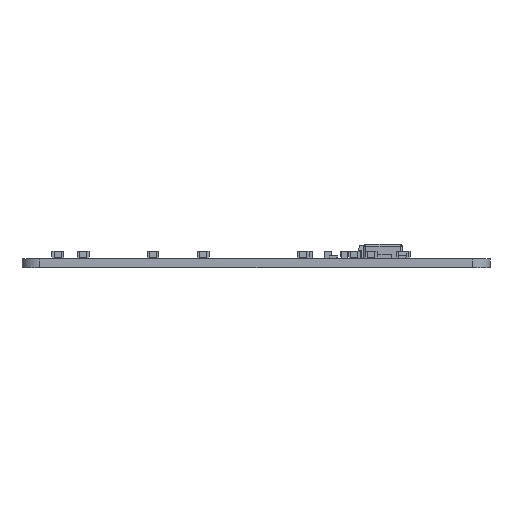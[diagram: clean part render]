
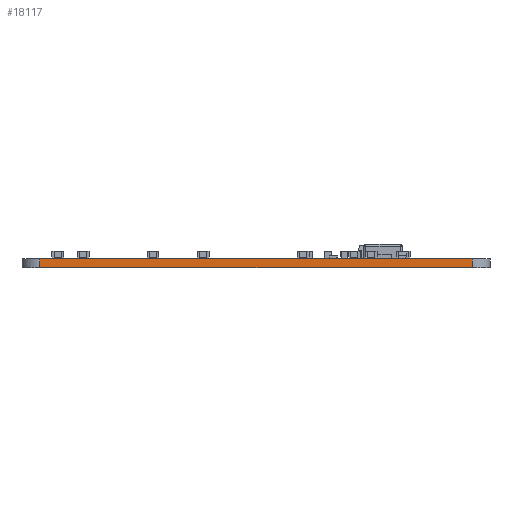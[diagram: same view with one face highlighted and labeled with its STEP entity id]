
A CAD part, left-side view. The second image highlights one B-rep face of the part: STEP entity #18117.
In plain terms, the highlighted planar face has unit normal (-1, 0, 0).
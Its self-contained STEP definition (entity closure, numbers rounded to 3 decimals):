
#14246 = VERTEX_POINT('',#14247);
#14247 = CARTESIAN_POINT('',(68.58,-48.72,0.));
#14254 = EDGE_CURVE('',#14255,#14246,#14257,.T.);
#14255 = VERTEX_POINT('',#14256);
#14256 = CARTESIAN_POINT('',(68.58,-122.72,0.));
#14257 = LINE('',#14258,#14259);
#14258 = CARTESIAN_POINT('',(68.58,-122.72,0.));
#14259 = VECTOR('',#14260,1.);
#14260 = DIRECTION('',(0.,1.,0.));
#16168 = VERTEX_POINT('',#16169);
#16169 = CARTESIAN_POINT('',(68.58,-48.72,1.51));
#16176 = EDGE_CURVE('',#16177,#16168,#16179,.T.);
#16177 = VERTEX_POINT('',#16178);
#16178 = CARTESIAN_POINT('',(68.58,-122.72,1.51));
#16179 = LINE('',#16180,#16181);
#16180 = CARTESIAN_POINT('',(68.58,-122.72,1.51));
#16181 = VECTOR('',#16182,1.);
#16182 = DIRECTION('',(0.,1.,0.));
#18087 = EDGE_CURVE('',#14246,#16168,#18088,.T.);
#18088 = LINE('',#18089,#18090);
#18089 = CARTESIAN_POINT('',(68.58,-48.72,0.));
#18090 = VECTOR('',#18091,1.);
#18091 = DIRECTION('',(0.,0.,1.));
#18117 = ADVANCED_FACE('',(#18118),#18129,.T.);
#18118 = FACE_BOUND('',#18119,.T.);
#18119 = EDGE_LOOP('',(#18120,#18126,#18127,#18128));
#18120 = ORIENTED_EDGE('',*,*,#18121,.T.);
#18121 = EDGE_CURVE('',#14255,#16177,#18122,.T.);
#18122 = LINE('',#18123,#18124);
#18123 = CARTESIAN_POINT('',(68.58,-122.72,0.));
#18124 = VECTOR('',#18125,1.);
#18125 = DIRECTION('',(0.,0.,1.));
#18126 = ORIENTED_EDGE('',*,*,#16176,.T.);
#18127 = ORIENTED_EDGE('',*,*,#18087,.F.);
#18128 = ORIENTED_EDGE('',*,*,#14254,.F.);
#18129 = PLANE('',#18130);
#18130 = AXIS2_PLACEMENT_3D('',#18131,#18132,#18133);
#18131 = CARTESIAN_POINT('',(68.58,-122.72,0.));
#18132 = DIRECTION('',(-1.,0.,0.));
#18133 = DIRECTION('',(0.,1.,0.));
